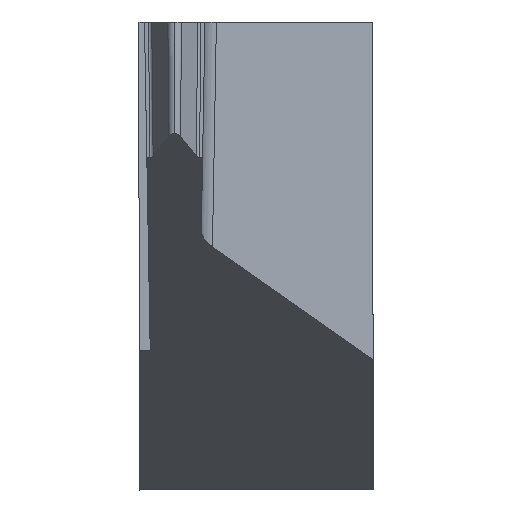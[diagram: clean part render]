
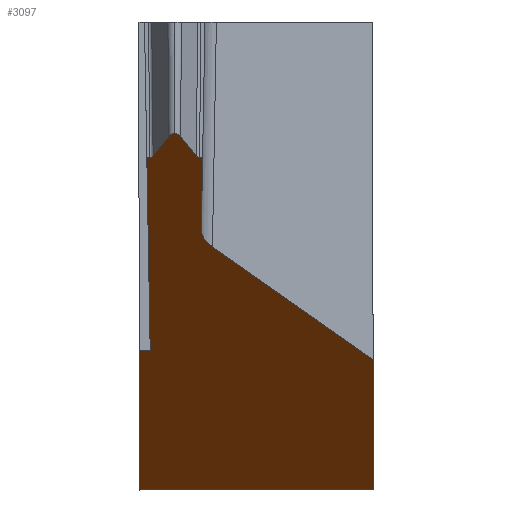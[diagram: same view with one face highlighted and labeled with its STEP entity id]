
A CAD part, front view. The second image highlights one B-rep face of the part: STEP entity #3097.
In plain terms, the highlighted planar face has unit normal (0, -0.574, -0.819).
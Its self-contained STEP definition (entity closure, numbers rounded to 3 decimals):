
#240=CARTESIAN_POINT('',(0.,4.,-4.212));
#241=VERTEX_POINT('',#240);
#306=CARTESIAN_POINT('',(0.,6.554,-6.));
#307=VERTEX_POINT('',#306);
#318=CARTESIAN_POINT('',(0.,4.,-4.212));
#319=DIRECTION('',(0.,0.819,-0.574));
#320=VECTOR('',#319,3.118);
#321=LINE('',#318,#320);
#322=EDGE_CURVE('',#241,#307,#321,.T.);
#540=CARTESIAN_POINT('',(3.,6.554,-6.));
#541=VERTEX_POINT('',#540);
#552=CARTESIAN_POINT('',(3.,4.162,-4.325));
#553=DIRECTION('',(0.,0.819,-0.574));
#554=VECTOR('',#553,2.921);
#555=LINE('',#552,#554);
#556=CARTESIAN_POINT('',(3.,4.162,-4.325));
#557=VERTEX_POINT('',#556);
#558=EDGE_CURVE('',#557,#541,#555,.T.);
#625=CARTESIAN_POINT('',(3.,4.162,-4.325));
#626=DIRECTION('',(-0.634,-0.634,0.444));
#627=VECTOR('',#626,3.248);
#628=LINE('',#625,#627);
#629=CARTESIAN_POINT('',(0.942,2.103,-2.884));
#630=VERTEX_POINT('',#629);
#631=EDGE_CURVE('',#557,#630,#628,.T.);
#705=CARTESIAN_POINT('',(0.799,1.754,-2.639));
#706=CARTESIAN_POINT('',(0.798,1.887,-2.732));
#707=CARTESIAN_POINT('',(0.848,2.009,-2.818));
#708=CARTESIAN_POINT('',(0.942,2.103,-2.884));
#709=(BOUNDED_CURVE()B_SPLINE_CURVE(3,(#705,#706,#707,#708),.UNSPECIFIED.,.F.,.F.)B_SPLINE_CURVE_WITH_KNOTS((4,4),(0.,1.),.UNSPECIFIED.)CURVE()GEOMETRIC_REPRESENTATION_ITEM()RATIONAL_B_SPLINE_CURVE((1.,0.949,0.949,1.))REPRESENTATION_ITEM(''));
#710=CARTESIAN_POINT('',(0.799,1.754,-2.639));
#711=VERTEX_POINT('',#710);
#712=EDGE_CURVE('',#711,#630,#709,.T.);
#822=CARTESIAN_POINT('',(0.815,0.465,-1.736));
#823=VERTEX_POINT('',#822);
#834=CARTESIAN_POINT('',(0.799,1.754,-2.639));
#835=DIRECTION('',(0.01,-0.819,0.574));
#836=VECTOR('',#835,1.574);
#837=LINE('',#834,#836);
#838=EDGE_CURVE('',#711,#823,#837,.T.);
#873=CARTESIAN_POINT('',(0.815,0.465,-1.736));
#874=DIRECTION('',(-0.999,-0.035,0.025));
#875=VECTOR('',#874,0.039);
#876=LINE('',#873,#875);
#877=CARTESIAN_POINT('',(0.776,0.463,-1.735));
#878=VERTEX_POINT('',#877);
#879=EDGE_CURVE('',#823,#878,#876,.T.);
#953=CARTESIAN_POINT('',(0.735,0.438,-1.717));
#954=CARTESIAN_POINT('',(0.743,0.453,-1.728));
#955=CARTESIAN_POINT('',(0.758,0.462,-1.735));
#956=CARTESIAN_POINT('',(0.776,0.463,-1.735));
#957=(BOUNDED_CURVE()B_SPLINE_CURVE(3,(#953,#954,#955,#956),.UNSPECIFIED.,.F.,.F.)B_SPLINE_CURVE_WITH_KNOTS((4,4),(0.,1.),.UNSPECIFIED.)CURVE()GEOMETRIC_REPRESENTATION_ITEM()RATIONAL_B_SPLINE_CURVE((1.,0.916,0.916,1.))REPRESENTATION_ITEM(''));
#958=CARTESIAN_POINT('',(0.735,0.438,-1.717));
#959=VERTEX_POINT('',#958);
#960=EDGE_CURVE('',#959,#878,#957,.T.);
#1017=CARTESIAN_POINT('',(0.735,0.438,-1.717));
#1018=DIRECTION('',(-0.419,-0.744,0.521));
#1019=VECTOR('',#1018,0.486);
#1020=LINE('',#1017,#1019);
#1021=CARTESIAN_POINT('',(0.531,0.076,-1.464));
#1022=VERTEX_POINT('',#1021);
#1023=EDGE_CURVE('',#959,#1022,#1020,.T.);
#1136=CARTESIAN_POINT('',(0.458,0.026,-1.429));
#1137=VERTEX_POINT('',#1136);
#1148=CARTESIAN_POINT('',(0.458,0.026,-1.429));
#1149=CARTESIAN_POINT('',(0.489,0.031,-1.432));
#1150=CARTESIAN_POINT('',(0.515,0.049,-1.445));
#1151=CARTESIAN_POINT('',(0.531,0.076,-1.464));
#1152=(BOUNDED_CURVE()B_SPLINE_CURVE(3,(#1148,#1149,#1150,#1151),.UNSPECIFIED.,.F.,.F.)B_SPLINE_CURVE_WITH_KNOTS((4,4),(0.,1.),.UNSPECIFIED.)CURVE()GEOMETRIC_REPRESENTATION_ITEM()RATIONAL_B_SPLINE_CURVE((1.,0.933,0.933,1.))REPRESENTATION_ITEM('')
);
#1153=EDGE_CURVE('',#1137,#1022,#1152,.T.);
#1200=CARTESIAN_POINT('',(0.384,0.076,-1.464));
#1201=VERTEX_POINT('',#1200);
#1212=CARTESIAN_POINT('',(0.384,0.076,-1.464));
#1213=CARTESIAN_POINT('',(0.4,0.049,-1.445));
#1214=CARTESIAN_POINT('',(0.426,0.031,-1.432));
#1215=CARTESIAN_POINT('',(0.458,0.026,-1.429));
#1216=(BOUNDED_CURVE()B_SPLINE_CURVE(3,(#1212,#1213,#1214,#1215),.UNSPECIFIED.,.F.,.F.)B_SPLINE_CURVE_WITH_KNOTS((4,4),(0.,1.),.UNSPECIFIED.)CURVE()GEOMETRIC_REPRESENTATION_ITEM()RATIONAL_B_SPLINE_CURVE((1.,0.933,0.933,1.))REPRESENTATION_ITEM('')
);
#1217=EDGE_CURVE('',#1201,#1137,#1216,.T.);
#1281=CARTESIAN_POINT('',(0.181,0.438,-1.717));
#1282=VERTEX_POINT('',#1281);
#1293=CARTESIAN_POINT('',(0.384,0.076,-1.464));
#1294=DIRECTION('',(-0.419,0.744,-0.521));
#1295=VECTOR('',#1294,0.486);
#1296=LINE('',#1293,#1295);
#1297=EDGE_CURVE('',#1201,#1282,#1296,.T.);
#1341=CARTESIAN_POINT('',(0.139,0.463,-1.735));
#1342=CARTESIAN_POINT('',(0.157,0.462,-1.735));
#1343=CARTESIAN_POINT('',(0.172,0.453,-1.728));
#1344=CARTESIAN_POINT('',(0.181,0.438,-1.717));
#1345=(BOUNDED_CURVE()B_SPLINE_CURVE(3,(#1341,#1342,#1343,#1344),.UNSPECIFIED.,.F.,.F.)B_SPLINE_CURVE_WITH_KNOTS((4,4),(0.,1.),.UNSPECIFIED.)CURVE()GEOMETRIC_REPRESENTATION_ITEM()RATIONAL_B_SPLINE_CURVE((1.,0.916,0.916,1.))REPRESENTATION_ITEM('')
);
#1346=CARTESIAN_POINT('',(0.139,0.463,-1.735));
#1347=VERTEX_POINT('',#1346);
#1348=EDGE_CURVE('',#1347,#1282,#1345,.T.);
#1425=CARTESIAN_POINT('',(0.1,0.465,-1.736));
#1426=VERTEX_POINT('',#1425);
#1437=CARTESIAN_POINT('',(0.139,0.463,-1.735));
#1438=DIRECTION('',(-0.999,0.035,-0.025));
#1439=VECTOR('',#1438,0.039);
#1440=LINE('',#1437,#1439);
#1441=EDGE_CURVE('',#1347,#1426,#1440,.T.);
#1501=CARTESIAN_POINT('',(0.144,4.,-4.212));
#1502=DIRECTION('',(-0.01,-0.819,0.574));
#1503=VECTOR('',#1502,4.316);
#1504=LINE('',#1501,#1503);
#1505=CARTESIAN_POINT('',(0.144,4.,-4.212));
#1506=VERTEX_POINT('',#1505);
#1507=EDGE_CURVE('',#1506,#1426,#1504,.T.);
#2936=CARTESIAN_POINT('',(1.1,2.782,-3.359));
#2937=DIRECTION('',(0.,0.574,0.819));
#2938=DIRECTION('',(0.,-0.47,0.329));
#2939=AXIS2_PLACEMENT_3D('',#2936,#2937,#2938);
#2940=PLANE('',#2939);
#2941=ORIENTED_EDGE('Edge 290',*,*,#558,.F.);
#2950=CARTESIAN_POINT('',(0.,6.554,-6.));
#2951=DIRECTION('',(1.,0.,0.));
#2952=VECTOR('',#2951,3.);
#2953=LINE('',#2950,#2952);
#2954=EDGE_CURVE('',#307,#541,#2953,.T.);
#2955=ORIENTED_EDGE('Edge 511',*,*,#2954,.T.);
#2964=ORIENTED_EDGE('Edge 133',*,*,#322,.T.);
#2973=CARTESIAN_POINT('',(0.,4.,-4.212));
#2974=DIRECTION('',(1.,0.,0.));
#2975=VECTOR('',#2974,0.144);
#2976=LINE('',#2973,#2975);
#2977=EDGE_CURVE('',#241,#1506,#2976,.T.);
#2978=ORIENTED_EDGE('Edge 1255',*,*,#2977,.F.);
#2987=ORIENTED_EDGE('Edge 1284',*,*,#1507,.F.);
#2996=ORIENTED_EDGE('Edge 204',*,*,#1441,.T.);
#3005=ORIENTED_EDGE('Edge 209',*,*,#1348,.F.);
#3014=ORIENTED_EDGE('Edge 214',*,*,#1297,.T.);
#3023=ORIENTED_EDGE('Edge 219',*,*,#1217,.F.);
#3032=ORIENTED_EDGE('Edge 224',*,*,#1153,.F.);
#3041=ORIENTED_EDGE('Edge 229',*,*,#1023,.T.);
#3050=ORIENTED_EDGE('Edge 234',*,*,#960,.F.);
#3059=ORIENTED_EDGE('Edge 239',*,*,#879,.T.);
#3068=ORIENTED_EDGE('Edge 244',*,*,#838,.T.);
#3077=ORIENTED_EDGE('Edge 249',*,*,#712,.F.);
#3086=ORIENTED_EDGE('Edge 1311',*,*,#631,.T.);
#3095=EDGE_LOOP('',(#3086,#3077,#3068,#3059,#3050,#3041,#3032,#3023,#3014,#3005,#2996,#2987,#2978,#2964,#2955,#2941));
#3096=FACE_OUTER_BOUND('Loop 255',#3095,.T.);
#3097=ADVANCED_FACE('Face 256',(#3096),#2940,.F.);
